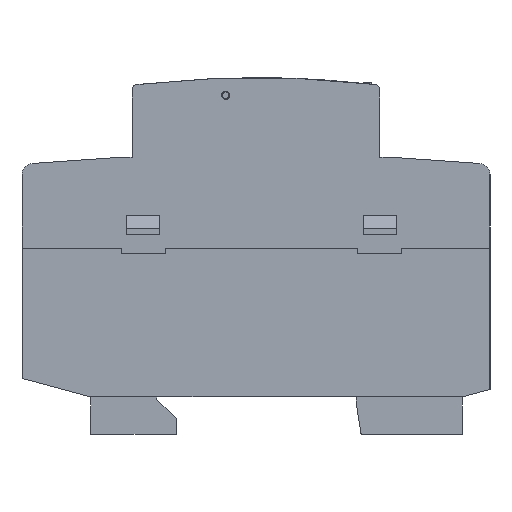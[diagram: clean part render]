
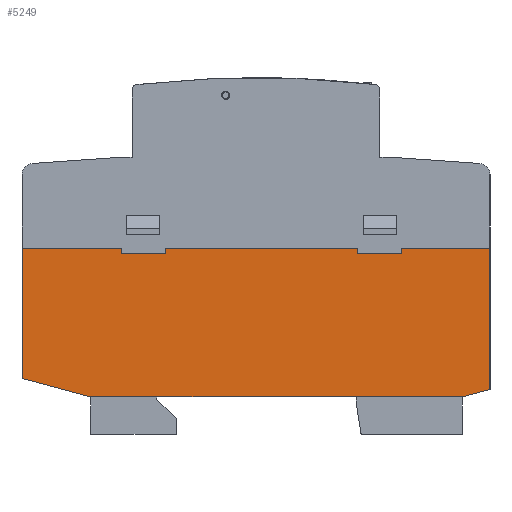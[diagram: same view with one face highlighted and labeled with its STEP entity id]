
A CAD part, left-side view. The second image highlights one B-rep face of the part: STEP entity #5249.
In plain terms, the highlighted face is planar.
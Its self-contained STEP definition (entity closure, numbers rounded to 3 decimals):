
#5249=ADVANCED_FACE('',(#15314),#15316,.T.);
#15314=FACE_BOUND('',#15315,.T.);
#15315=EDGE_LOOP('',(#28628,#28629,#28630,#28631,#28632,#28633,#28634,#28635,#28636,
#28637,#28638,#28639,#28640,#28641));
#15316=PLANE('',#15317);
#15317=AXIS2_PLACEMENT_3D('',#15318,#15319,#15320);
#15318=CARTESIAN_POINT('',(42.5,26.25,0.));
#15319=DIRECTION('',(0.,1.,0.));
#15320=DIRECTION('',(-1.,0.,0.));
#28628=ORIENTED_EDGE('',*,*,#37528,.T.);
#28629=ORIENTED_EDGE('',*,*,#37529,.T.);
#28630=ORIENTED_EDGE('',*,*,#37530,.F.);
#28631=ORIENTED_EDGE('',*,*,#37515,.T.);
#28632=ORIENTED_EDGE('',*,*,#37531,.T.);
#28633=ORIENTED_EDGE('',*,*,#37532,.T.);
#28634=ORIENTED_EDGE('',*,*,#37533,.F.);
#28635=ORIENTED_EDGE('',*,*,#37534,.T.);
#28636=ORIENTED_EDGE('',*,*,#36901,.T.);
#28637=ORIENTED_EDGE('',*,*,#37535,.T.);
#28638=ORIENTED_EDGE('',*,*,#37240,.T.);
#28639=ORIENTED_EDGE('',*,*,#37536,.T.);
#28640=ORIENTED_EDGE('',*,*,#37537,.F.);
#28641=ORIENTED_EDGE('',*,*,#37519,.T.);
#36901=EDGE_CURVE('',#43974,#43972,#43975,.T.);
#37240=EDGE_CURVE('',#44605,#44603,#44606,.T.);
#37515=EDGE_CURVE('',#45050,#45048,#45051,.T.);
#37519=EDGE_CURVE('',#45013,#45056,#45058,.T.);
#37528=EDGE_CURVE('',#45056,#45075,#45076,.T.);
#37529=EDGE_CURVE('',#45075,#45077,#45078,.T.);
#37530=EDGE_CURVE('',#45050,#45077,#45079,.T.);
#37531=EDGE_CURVE('',#45048,#45080,#45081,.T.);
#37532=EDGE_CURVE('',#45080,#45082,#45083,.T.);
#37533=EDGE_CURVE('',#45084,#45082,#45085,.T.);
#37534=EDGE_CURVE('',#45084,#43974,#45086,.T.);
#37535=EDGE_CURVE('',#43972,#44605,#45087,.T.);
#37536=EDGE_CURVE('',#44603,#45088,#45089,.T.);
#37537=EDGE_CURVE('',#45013,#45088,#45090,.T.);
#43972=VERTEX_POINT('',#59168);
#43974=VERTEX_POINT('',#59172);
#43975=LINE('',#59173,#59174);
#44603=VERTEX_POINT('',#60477);
#44605=VERTEX_POINT('',#60481);
#44606=LINE('',#60482,#60483);
#45013=VERTEX_POINT('',#61397);
#45048=VERTEX_POINT('',#61472);
#45050=VERTEX_POINT('',#61476);
#45051=LINE('',#61477,#61478);
#45056=VERTEX_POINT('',#61488);
#45058=LINE('',#61492,#61493);
#45075=VERTEX_POINT('',#61527);
#45076=LINE('',#61528,#61529);
#45077=VERTEX_POINT('',#61531);
#45078=LINE('',#61532,#61533);
#45079=LINE('',#61535,#61536);
#45080=VERTEX_POINT('',#61538);
#45081=LINE('',#61539,#61540);
#45082=VERTEX_POINT('',#61542);
#45083=LINE('',#61543,#61544);
#45084=VERTEX_POINT('',#61546);
#45085=LINE('',#61547,#61548);
#45086=LINE('',#61550,#61551);
#45087=LINE('',#61553,#61554);
#45088=VERTEX_POINT('',#61556);
#45089=LINE('',#61557,#61558);
#45090=LINE('',#61560,#61561);
#59168=CARTESIAN_POINT('',(-37.5,26.25,0.));
#59172=CARTESIAN_POINT('',(30.,26.25,0.));
#59173=CARTESIAN_POINT('',(30.,26.25,0.));
#59174=VECTOR('',#59175,1.);
#59175=DIRECTION('',(-1.,0.,0.));
#60477=CARTESIAN_POINT('',(-42.5,26.25,27.));
#60481=CARTESIAN_POINT('',(-42.5,26.25,1.34));
#60482=CARTESIAN_POINT('',(-42.5,26.25,1.34));
#60483=VECTOR('',#60484,1.);
#60484=DIRECTION('',(0.,0.,1.));
#61397=CARTESIAN_POINT('',(-26.5,26.25,26.));
#61472=CARTESIAN_POINT('',(24.5,26.25,26.));
#61476=CARTESIAN_POINT('',(16.5,26.25,26.));
#61477=CARTESIAN_POINT('',(16.5,26.25,26.));
#61478=VECTOR('',#61479,1.);
#61479=DIRECTION('',(1.,0.,0.));
#61488=CARTESIAN_POINT('',(-18.5,26.25,26.));
#61492=CARTESIAN_POINT('',(-26.5,26.25,26.));
#61493=VECTOR('',#61494,1.);
#61494=DIRECTION('',(1.,0.,0.));
#61527=CARTESIAN_POINT('',(-18.5,26.25,27.));
#61528=CARTESIAN_POINT('',(-18.5,26.25,26.));
#61529=VECTOR('',#61530,1.);
#61530=DIRECTION('',(0.,0.,1.));
#61531=CARTESIAN_POINT('',(16.5,26.25,27.));
#61532=CARTESIAN_POINT('',(-18.5,26.25,27.));
#61533=VECTOR('',#61534,1.);
#61534=DIRECTION('',(1.,0.,0.));
#61535=CARTESIAN_POINT('',(16.5,26.25,26.));
#61536=VECTOR('',#61537,1.);
#61537=DIRECTION('',(0.,0.,1.));
#61538=CARTESIAN_POINT('',(24.5,26.25,27.));
#61539=CARTESIAN_POINT('',(24.5,26.25,26.));
#61540=VECTOR('',#61541,1.);
#61541=DIRECTION('',(0.,0.,1.));
#61542=CARTESIAN_POINT('',(42.5,26.25,27.));
#61543=CARTESIAN_POINT('',(24.5,26.25,27.));
#61544=VECTOR('',#61545,1.);
#61545=DIRECTION('',(1.,0.,0.));
#61546=CARTESIAN_POINT('',(42.5,26.25,3.349));
#61547=CARTESIAN_POINT('',(42.5,26.25,3.349));
#61548=VECTOR('',#61549,1.);
#61549=DIRECTION('',(0.,0.,1.));
#61550=CARTESIAN_POINT('',(42.5,26.25,3.349));
#61551=VECTOR('',#61552,1.);
#61552=DIRECTION('',(-0.966,0.,-0.259));
#61553=CARTESIAN_POINT('',(-37.5,26.25,0.));
#61554=VECTOR('',#61555,1.);
#61555=DIRECTION('',(-0.966,0.,0.259));
#61556=CARTESIAN_POINT('',(-26.5,26.25,27.));
#61557=CARTESIAN_POINT('',(-42.5,26.25,27.));
#61558=VECTOR('',#61559,1.);
#61559=DIRECTION('',(1.,0.,0.));
#61560=CARTESIAN_POINT('',(-26.5,26.25,26.));
#61561=VECTOR('',#61562,1.);
#61562=DIRECTION('',(0.,0.,1.));
